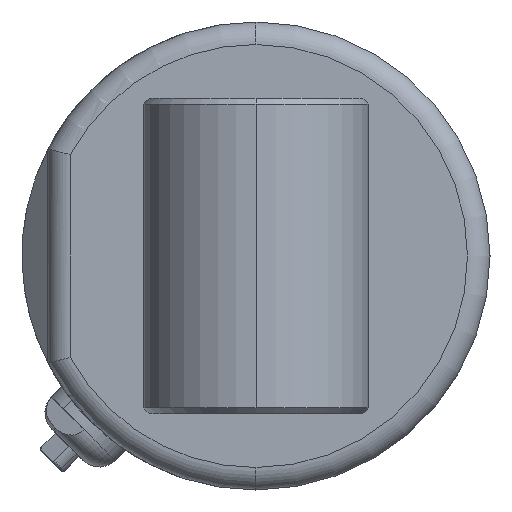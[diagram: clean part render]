
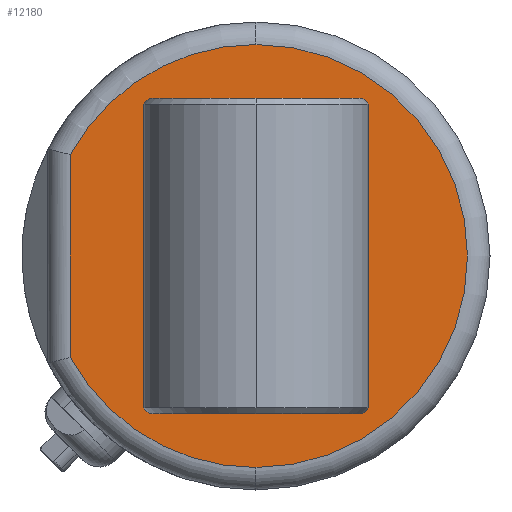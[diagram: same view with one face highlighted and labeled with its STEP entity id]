
A CAD part, left-side view. The second image highlights one B-rep face of the part: STEP entity #12180.
In plain terms, the highlighted planar face has unit normal (-1, 0, 0).
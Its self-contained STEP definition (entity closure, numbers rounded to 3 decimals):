
#191 = EDGE_CURVE ( 'NONE', #15197, #11642, #30667, .T. ) ;
#227 = DIRECTION ( 'NONE',  ( 0., 1., 0. ) ) ;
#333 = VECTOR ( 'NONE', #18273, 1000. ) ;
#737 = CARTESIAN_POINT ( 'NONE',  ( -47.5, 0., 18.8 ) ) ;
#883 = VECTOR ( 'NONE', #27639, 1000. ) ;
#1041 = CARTESIAN_POINT ( 'NONE',  ( -47.5, 0., 0. ) ) ;
#1176 = EDGE_LOOP ( 'NONE', ( #6563, #29975, #26387, #25572 ) ) ;
#1818 = DIRECTION ( 'NONE',  ( 0., 0., -1. ) ) ;
#2116 = DIRECTION ( 'NONE',  ( 0., 1., 0. ) ) ;
#2408 = DIRECTION ( 'NONE',  ( 0., 0., -1. ) ) ;
#2917 = ORIENTED_EDGE ( 'NONE', *, *, #26600, .F. ) ;
#2953 = EDGE_CURVE ( 'NONE', #9752, #28106, #25797, .T. ) ;
#3734 = VECTOR ( 'NONE', #23279, 1000. ) ;
#4439 = AXIS2_PLACEMENT_3D ( 'NONE', #1041, #13946, #23947 ) ;
#5176 = LINE ( 'NONE', #28695, #883 ) ;
#5284 = CARTESIAN_POINT ( 'NONE',  ( -47.5, -1.35, -22.15 ) ) ;
#6020 = EDGE_CURVE ( 'NONE', #28106, #6489, #7310, .T. ) ;
#6387 = DIRECTION ( 'NONE',  ( 1., 0., 0. ) ) ;
#6423 = DIRECTION ( 'NONE',  ( 0., 0.707, 0.707 ) ) ;
#6463 = CARTESIAN_POINT ( 'NONE',  ( -47.5, -9.5, 14. ) ) ;
#6489 = VERTEX_POINT ( 'NONE', #26289 ) ;
#6544 = PLANE ( 'NONE',  #13381 ) ;
#6563 = ORIENTED_EDGE ( 'NONE', *, *, #22046, .T. ) ;
#6582 = LINE ( 'NONE', #19052, #8188 ) ;
#6869 = EDGE_CURVE ( 'NONE', #17216, #22976, #32136, .T. ) ;
#6925 = LINE ( 'NONE', #26916, #10384 ) ;
#7291 = DIRECTION ( 'NONE',  ( -1., 0., 0. ) ) ;
#7310 = LINE ( 'NONE', #17311, #21140 ) ;
#7337 = LINE ( 'NONE', #9476, #27111 ) ;
#7716 = CIRCLE ( 'NONE', #16081, 18.8 ) ;
#8188 = VECTOR ( 'NONE', #6423, 1000. ) ;
#9223 = ORIENTED_EDGE ( 'NONE', *, *, #2953, .T. ) ;
#9476 = CARTESIAN_POINT ( 'NONE',  ( -47.5, 10., 14. ) ) ;
#9752 = VERTEX_POINT ( 'NONE', #6463 ) ;
#9852 = CARTESIAN_POINT ( 'NONE',  ( -47.5, 0., -18.8 ) ) ;
#10381 = LINE ( 'NONE', #5284, #27504 ) ;
#10384 = VECTOR ( 'NONE', #227, 1000. ) ;
#10541 = CARTESIAN_POINT ( 'NONE',  ( -47.5, 0., 0. ) ) ;
#10696 = CARTESIAN_POINT ( 'NONE',  ( -47.5, -9.5, -14. ) ) ;
#11144 = EDGE_CURVE ( 'NONE', #6489, #19354, #10381, .T. ) ;
#11604 = EDGE_LOOP ( 'NONE', ( #13038, #9223, #28154, #30784, #12440, #28464, #2917, #18496 ) ) ;
#11642 = VERTEX_POINT ( 'NONE', #13956 ) ;
#12180 = ADVANCED_FACE ( 'NONE', ( #14084, #13750 ), #6544, .F. ) ;
#12440 = ORIENTED_EDGE ( 'NONE', *, *, #26953, .T. ) ;
#12526 = DIRECTION ( 'NONE',  ( 0., 0., -1. ) ) ;
#12932 = EDGE_CURVE ( 'NONE', #15047, #27871, #5176, .T. ) ;
#13038 = ORIENTED_EDGE ( 'NONE', *, *, #26143, .F. ) ;
#13328 = CARTESIAN_POINT ( 'NONE',  ( -47.5, -1.35, 22.15 ) ) ;
#13381 = AXIS2_PLACEMENT_3D ( 'NONE', #31614, #6387, #1818 ) ;
#13734 = CARTESIAN_POINT ( 'NONE',  ( -47.5, 16.5, -9.011 ) ) ;
#13750 = FACE_BOUND ( 'NONE', #11604, .T. ) ;
#13946 = DIRECTION ( 'NONE',  ( -1., 0., 0. ) ) ;
#13956 = CARTESIAN_POINT ( 'NONE',  ( -47.5, 9.5, 14. ) ) ;
#14084 = FACE_OUTER_BOUND ( 'NONE', #1176, .T. ) ;
#14982 = LINE ( 'NONE', #15149, #20317 ) ;
#15047 = VERTEX_POINT ( 'NONE', #15972 ) ;
#15149 = CARTESIAN_POINT ( 'NONE',  ( -47.5, 10., 14. ) ) ;
#15197 = VERTEX_POINT ( 'NONE', #19501 ) ;
#15972 = CARTESIAN_POINT ( 'NONE',  ( -47.5, 16.5, 9.011 ) ) ;
#16081 = AXIS2_PLACEMENT_3D ( 'NONE', #10541, #22818, #18254 ) ;
#16389 = CARTESIAN_POINT ( 'NONE',  ( -47.5, 10., -13.5 ) ) ;
#17216 = VERTEX_POINT ( 'NONE', #9852 ) ;
#17311 = CARTESIAN_POINT ( 'NONE',  ( -47.5, -10., 14. ) ) ;
#17596 = DIRECTION ( 'NONE',  ( 0., 0.707, -0.707 ) ) ;
#18241 = CARTESIAN_POINT ( 'NONE',  ( -47.5, 22.15, 1.35 ) ) ;
#18254 = DIRECTION ( 'NONE',  ( 0., 0., -1. ) ) ;
#18273 = DIRECTION ( 'NONE',  ( 0., -0.707, -0.707 ) ) ;
#18496 = ORIENTED_EDGE ( 'NONE', *, *, #191, .T. ) ;
#18972 = AXIS2_PLACEMENT_3D ( 'NONE', #29574, #7291, #19585 ) ;
#19052 = CARTESIAN_POINT ( 'NONE',  ( -47.5, 22.15, -1.35 ) ) ;
#19354 = VERTEX_POINT ( 'NONE', #10696 ) ;
#19501 = CARTESIAN_POINT ( 'NONE',  ( -47.5, 10., 13.5 ) ) ;
#19585 = DIRECTION ( 'NONE',  ( 0., 0., -1. ) ) ;
#20317 = VECTOR ( 'NONE', #12526, 1000. ) ;
#21140 = VECTOR ( 'NONE', #2408, 1000. ) ;
#22046 = EDGE_CURVE ( 'NONE', #27871, #17216, #23646, .T. ) ;
#22818 = DIRECTION ( 'NONE',  ( -1., 0., 0. ) ) ;
#22976 = VERTEX_POINT ( 'NONE', #737 ) ;
#23279 = DIRECTION ( 'NONE',  ( 0., -0.707, 0.707 ) ) ;
#23646 = CIRCLE ( 'NONE', #18972, 18.8 ) ;
#23947 = DIRECTION ( 'NONE',  ( 0., 0., -1. ) ) ;
#25572 = ORIENTED_EDGE ( 'NONE', *, *, #12932, .T. ) ;
#25797 = LINE ( 'NONE', #13328, #333 ) ;
#26143 = EDGE_CURVE ( 'NONE', #9752, #11642, #7337, .T. ) ;
#26289 = CARTESIAN_POINT ( 'NONE',  ( -47.5, -10., -13.5 ) ) ;
#26387 = ORIENTED_EDGE ( 'NONE', *, *, #27942, .T. ) ;
#26600 = EDGE_CURVE ( 'NONE', #15197, #31764, #14982, .T. ) ;
#26916 = CARTESIAN_POINT ( 'NONE',  ( -47.5, 10., -14. ) ) ;
#26953 = EDGE_CURVE ( 'NONE', #19354, #31724, #6925, .T. ) ;
#27111 = VECTOR ( 'NONE', #2116, 1000. ) ;
#27504 = VECTOR ( 'NONE', #17596, 1000. ) ;
#27639 = DIRECTION ( 'NONE',  ( 0., 0., -1. ) ) ;
#27871 = VERTEX_POINT ( 'NONE', #13734 ) ;
#27942 = EDGE_CURVE ( 'NONE', #22976, #15047, #7716, .T. ) ;
#28106 = VERTEX_POINT ( 'NONE', #31658 ) ;
#28154 = ORIENTED_EDGE ( 'NONE', *, *, #6020, .T. ) ;
#28464 = ORIENTED_EDGE ( 'NONE', *, *, #31075, .T. ) ;
#28695 = CARTESIAN_POINT ( 'NONE',  ( -47.5, 16.5, 0. ) ) ;
#29574 = CARTESIAN_POINT ( 'NONE',  ( -47.5, 0., 0. ) ) ;
#29975 = ORIENTED_EDGE ( 'NONE', *, *, #6869, .T. ) ;
#30667 = LINE ( 'NONE', #18241, #3734 ) ;
#30784 = ORIENTED_EDGE ( 'NONE', *, *, #11144, .T. ) ;
#31075 = EDGE_CURVE ( 'NONE', #31724, #31764, #6582, .T. ) ;
#31293 = CARTESIAN_POINT ( 'NONE',  ( -47.5, 9.5, -14. ) ) ;
#31614 = CARTESIAN_POINT ( 'NONE',  ( -47.5, 20.8, 0. ) ) ;
#31658 = CARTESIAN_POINT ( 'NONE',  ( -47.5, -10., 13.5 ) ) ;
#31724 = VERTEX_POINT ( 'NONE', #31293 ) ;
#31764 = VERTEX_POINT ( 'NONE', #16389 ) ;
#32136 = CIRCLE ( 'NONE', #4439, 18.8 ) ;
